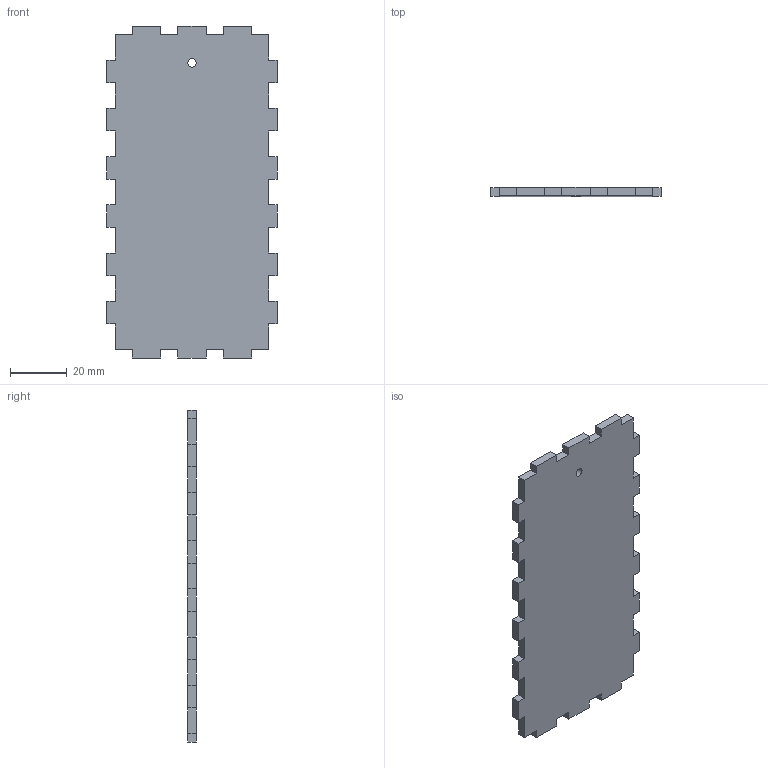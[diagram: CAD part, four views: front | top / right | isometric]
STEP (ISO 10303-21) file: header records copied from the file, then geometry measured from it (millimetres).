
FILE_DESCRIPTION( ( '' ), ' ' );
FILE_NAME( '5d68e5c2c97d4415fdf72f89.step', '2019-08-30T09:00:51', ( '' ), ( '' ), ' ', ' ', ' ' );
FILE_SCHEMA( ( 'AUTOMOTIVE_DESIGN { 1 0 10303 214 1 1 1 1 }' ) );
Length unit declared in the file: metre
Products named in the file (1): Part 1
Bounding box: 60 x 3 x 117 mm (x, y, z)
Volume: 19364.8 mm3; surface area: 14252.1 mm2
Topology: 1 solids, 1 shells, 79 faces, 231 edges, 154 vertices
Faces by surface type: plane 78, cylinder 1
Full cylindrical faces by diameter (mm): 3 x1
Entity records: 3214 total; most frequent: CARTESIAN_POINT 464, ORIENTED_EDGE 460, DIRECTION 392, EDGE_CURVE 230, LINE 228, VECTOR 228, VERTEX_POINT 154, AXIS2_PLACEMENT_3D 82
